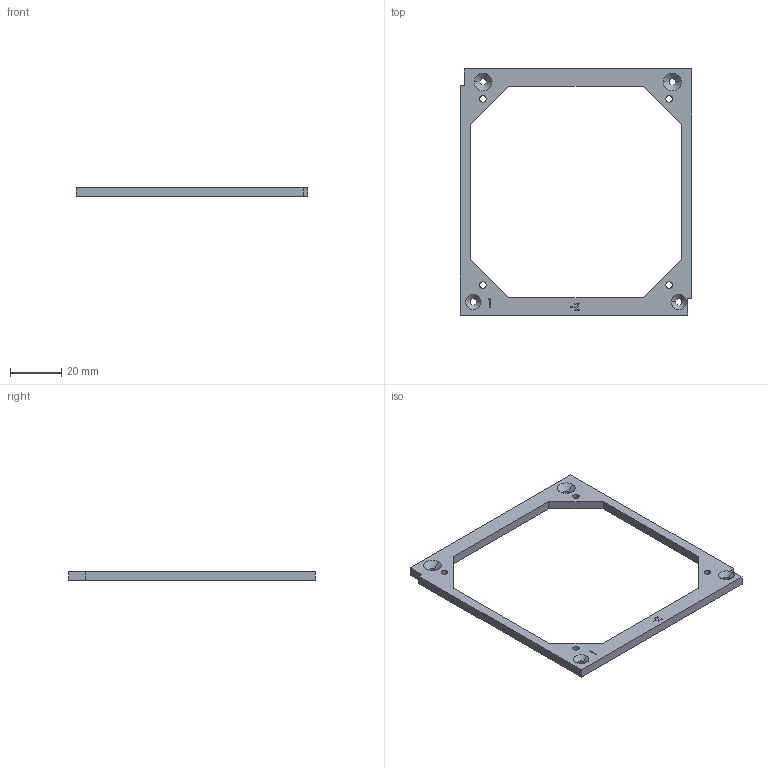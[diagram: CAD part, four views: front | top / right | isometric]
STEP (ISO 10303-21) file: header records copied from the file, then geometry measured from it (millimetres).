
FILE_DESCRIPTION (( 'STEP AP214' ), '1' );
FILE_NAME ('fixação placas -face -z.STEP', '2020-10-12T22:15:21', ( '' ), ( '' ), 'SwSTEP 2.0', 'SolidWorks 2019', '' );
FILE_SCHEMA (( 'AUTOMOTIVE_DESIGN' ));
Length unit declared in the file: millimetre
Products named in the file (1): fixação placas -face -z
Bounding box: 90.2 x 95.9 x 3.5 mm (x, y, z)
Volume: 7718.6 mm3; surface area: 7013.3 mm2
Topology: 1 solids, 1 shells, 70 faces, 184 edges, 120 vertices
Faces by surface type: plane 46, cylinder 16, cone 8
Entity records: 2214 total; most frequent: CARTESIAN_POINT 375, ORIENTED_EDGE 368, DIRECTION 366, EDGE_CURVE 184, VECTOR 144, LINE 144, VERTEX_POINT 120, AXIS2_PLACEMENT_3D 111
